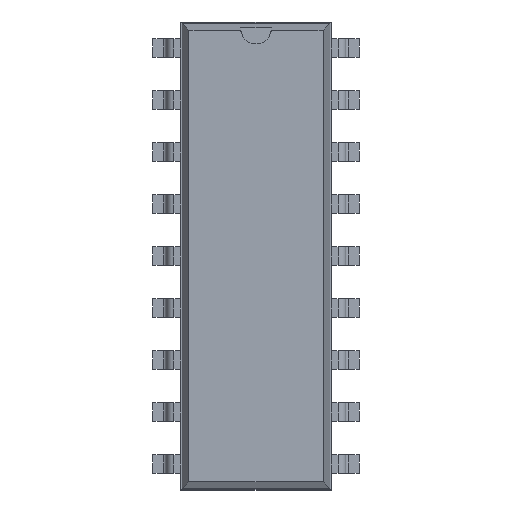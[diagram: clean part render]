
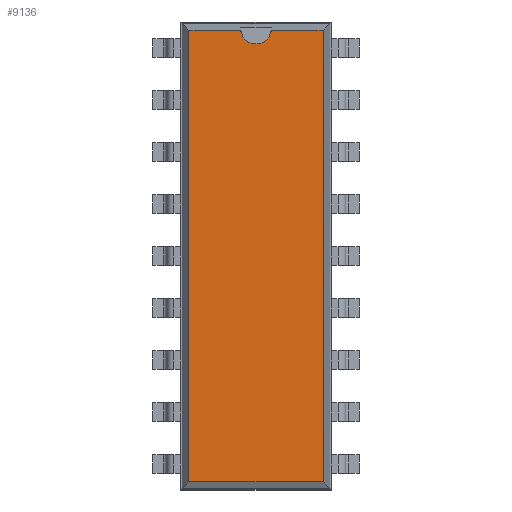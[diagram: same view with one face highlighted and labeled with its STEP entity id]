
A CAD part, top view. The second image highlights one B-rep face of the part: STEP entity #9136.
In plain terms, the highlighted planar face has unit normal (0, 0, 1).
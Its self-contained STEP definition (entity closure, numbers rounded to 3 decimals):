
#5982 = VERTEX_POINT('',#5983);
#5983 = CARTESIAN_POINT('',(3.276,11.031,3.68));
#5988 = EDGE_CURVE('',#5989,#5982,#5991,.T.);
#5989 = VERTEX_POINT('',#5990);
#5990 = CARTESIAN_POINT('',(3.276,-11.031,3.68));
#5991 = LINE('',#5992,#5993);
#5992 = CARTESIAN_POINT('',(3.276,-11.031,3.68));
#5993 = VECTOR('',#5994,1.);
#5994 = DIRECTION('',(0.,1.,0.));
#7497 = VERTEX_POINT('',#7498);
#7498 = CARTESIAN_POINT('',(-3.276,11.031,3.68));
#7503 = EDGE_CURVE('',#7504,#7497,#7506,.T.);
#7504 = VERTEX_POINT('',#7505);
#7505 = CARTESIAN_POINT('',(-0.746,11.031,3.68));
#7506 = LINE('',#7507,#7508);
#7507 = CARTESIAN_POINT('',(3.276,11.031,3.68));
#7508 = VECTOR('',#7509,1.);
#7509 = DIRECTION('',(-1.,0.,0.));
#7529 = VERTEX_POINT('',#7530);
#7530 = CARTESIAN_POINT('',(0.746,11.031,3.68));
#7538 = EDGE_CURVE('',#5982,#7529,#7539,.T.);
#7539 = LINE('',#7540,#7541);
#7540 = CARTESIAN_POINT('',(3.276,11.031,3.68));
#7541 = VECTOR('',#7542,1.);
#7542 = DIRECTION('',(-1.,0.,0.));
#7617 = VERTEX_POINT('',#7618);
#7618 = CARTESIAN_POINT('',(-3.276,-11.031,3.68));
#7623 = EDGE_CURVE('',#7497,#7617,#7624,.T.);
#7624 = LINE('',#7625,#7626);
#7625 = CARTESIAN_POINT('',(-3.276,11.031,3.68));
#7626 = VECTOR('',#7627,1.);
#7627 = DIRECTION('',(0.,-1.,0.));
#9125 = EDGE_CURVE('',#7617,#5989,#9126,.T.);
#9126 = LINE('',#9127,#9128);
#9127 = CARTESIAN_POINT('',(-3.276,-11.031,3.68));
#9128 = VECTOR('',#9129,1.);
#9129 = DIRECTION('',(1.,0.,0.));
#9136 = ADVANCED_FACE('',(#9137),#9160,.F.);
#9137 = FACE_BOUND('',#9138,.F.);
#9138 = EDGE_LOOP('',(#9139,#9140,#9141,#9142,#9143,#9152,#9159));
#9139 = ORIENTED_EDGE('',*,*,#5988,.F.);
#9140 = ORIENTED_EDGE('',*,*,#9125,.F.);
#9141 = ORIENTED_EDGE('',*,*,#7623,.F.);
#9142 = ORIENTED_EDGE('',*,*,#7503,.F.);
#9143 = ORIENTED_EDGE('',*,*,#9144,.F.);
#9144 = EDGE_CURVE('',#9145,#7504,#9147,.T.);
#9145 = VERTEX_POINT('',#9146);
#9146 = CARTESIAN_POINT('',(0.,10.356,3.68));
#9147 = CIRCLE('',#9148,0.75);
#9148 = AXIS2_PLACEMENT_3D('',#9149,#9150,#9151);
#9149 = CARTESIAN_POINT('',(0.,11.106,3.68));
#9150 = DIRECTION('',(0.,0.,-1.));
#9151 = DIRECTION('',(0.,-1.,0.));
#9152 = ORIENTED_EDGE('',*,*,#9153,.F.);
#9153 = EDGE_CURVE('',#7529,#9145,#9154,.T.);
#9154 = CIRCLE('',#9155,0.75);
#9155 = AXIS2_PLACEMENT_3D('',#9156,#9157,#9158);
#9156 = CARTESIAN_POINT('',(0.,11.106,3.68));
#9157 = DIRECTION('',(0.,0.,-1.));
#9158 = DIRECTION('',(0.,-1.,0.));
#9159 = ORIENTED_EDGE('',*,*,#7538,.F.);
#9160 = PLANE('',#9161);
#9161 = AXIS2_PLACEMENT_3D('',#9162,#9163,#9164);
#9162 = CARTESIAN_POINT('',(3.276,-11.031,3.68));
#9163 = DIRECTION('',(0.,0.,-1.));
#9164 = DIRECTION('',(-0.285,0.959,0.));
